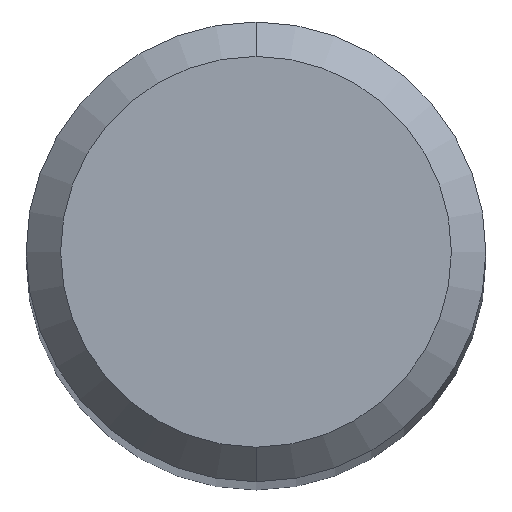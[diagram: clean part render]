
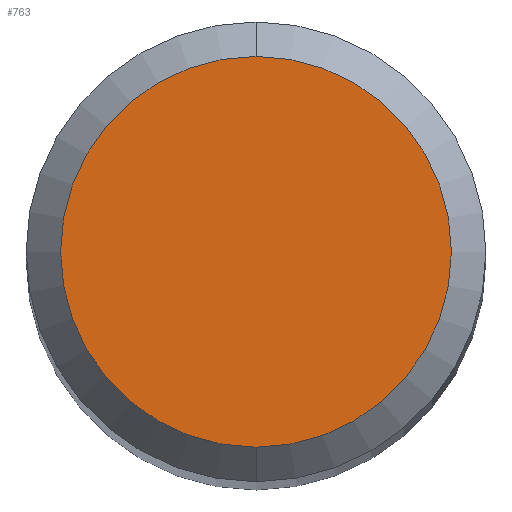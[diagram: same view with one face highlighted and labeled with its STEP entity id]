
A CAD part, top view. The second image highlights one B-rep face of the part: STEP entity #763.
In plain terms, the highlighted planar face has unit normal (0, 0, 1).
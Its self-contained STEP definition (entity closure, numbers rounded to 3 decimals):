
#521=EDGE_CURVE('',#881,#557,#1286,.T.);
#557=VERTEX_POINT('',#1325);
#763=ADVANCED_FACE('',(#1552),#1553,.T.);
#881=VERTEX_POINT('',#1680);
#921=EDGE_CURVE('',#557,#881,#1723,.T.);
#1286=CIRCLE('',#2487,1.7);
#1325=CARTESIAN_POINT('',(0.0,1.7,0.0));
#1552=FACE_OUTER_BOUND('',#3264,.T.);
#1553=PLANE('',#3265);
#1680=CARTESIAN_POINT('',(0.,-1.7,0.0));
#1723=CIRCLE('',#3781,1.7);
#2487=AXIS2_PLACEMENT_3D('',#4693,#4694,#4695);
#3264=EDGE_LOOP('',(#4998,#4999));
#3265=AXIS2_PLACEMENT_3D('',#5000,#5001,#5002);
#3781=AXIS2_PLACEMENT_3D('',#5176,#5177,#5178);
#4693=CARTESIAN_POINT('',(0.0,0.0,0.0));
#4694=DIRECTION('',(0.0,0.0,-1.0));
#4695=DIRECTION('',(0.0,1.0,0.0));
#4998=ORIENTED_EDGE('',*,*,#921,.F.);
#4999=ORIENTED_EDGE('',*,*,#521,.F.);
#5000=CARTESIAN_POINT('',(0.0,0.85,0.0));
#5001=DIRECTION('',(-0.0,0.0,1.0));
#5002=DIRECTION('',(0.0,-1.0,0.0));
#5176=CARTESIAN_POINT('',(0.0,0.0,0.0));
#5177=DIRECTION('',(0.0,0.0,-1.0));
#5178=DIRECTION('',(0.0,1.0,0.0));
